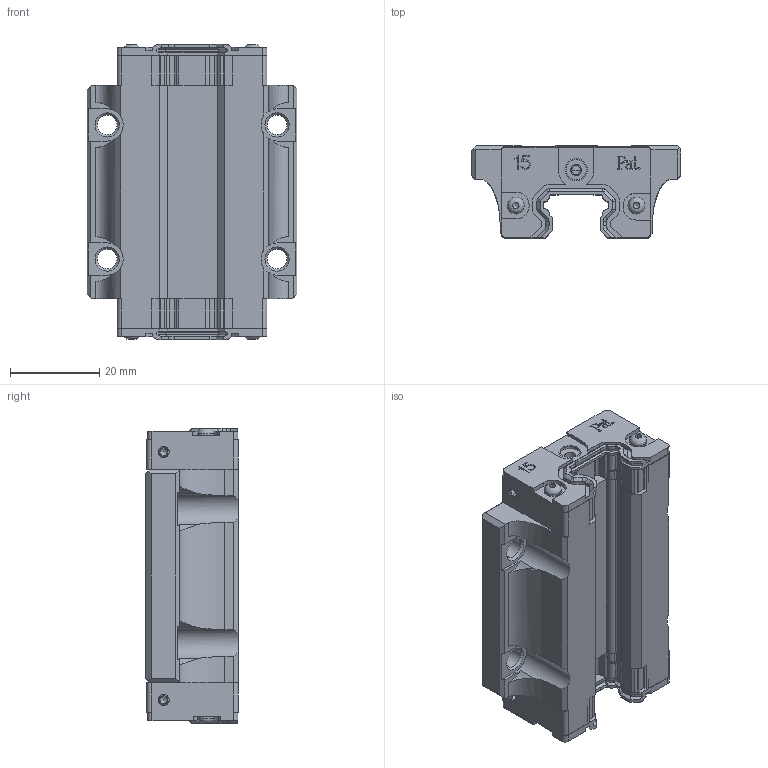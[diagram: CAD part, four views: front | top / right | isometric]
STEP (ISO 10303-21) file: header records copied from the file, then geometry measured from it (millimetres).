
FILE_DESCRIPTION(/* description */ (''),/* implementation_level */ '2;1');
FILE_NAME(/* name */ 'LGB_H15FLSS_Shrinkwrap.ipt.stp',/* time_stamp */ '2015-10-28T12:06:07+01:00',/* author */ ('RLI'),/* organization */ (''),/* preprocessor_version */ 'ST-DEVELOPER v15.6',/* originating_system */ 'Autodesk Inventor 2015',/* authorisation */ '');
FILE_SCHEMA (('AUTOMOTIVE_DESIGN { 1 0 10303 214 3 1 1 }'));
Length unit declared in the file: millimetre
Products named in the file (1): LGB_H15FLSS_Shrinkwrap
Bounding box: 46.95 x 20.7 x 66.1 mm (x, y, z)
Volume: 36090.4 mm3; surface area: 17520.2 mm2
Topology: 1 solids, 17 shells, 1514 faces, 3985 edges, 2557 vertices
Faces by surface type: plane 994, cylinder 370, cone 128, torus 12, bspline 10
Full cylindrical faces by diameter (mm): 1.5 x6, 2 x2, 2.1 x4, 2.5 x6, 2.6 x8, 3 x10, 3.5 x4, 3.8 x4, 4.4 x4, 4.5 x6, 4.6 x4, 5 x4
Entity records: 47818 total; most frequent: CARTESIAN_POINT 9607, ORIENTED_EDGE 7658, DIRECTION 7427, EDGE_CURVE 3829, LINE 2729, VECTOR 2729, VERTEX_POINT 2499, AXIS2_PLACEMENT_3D 2349
